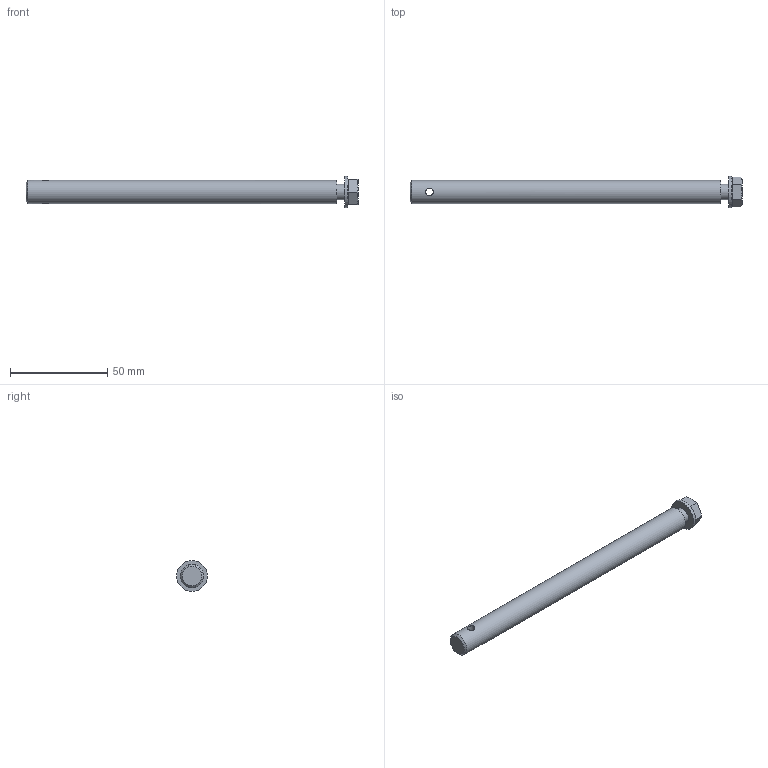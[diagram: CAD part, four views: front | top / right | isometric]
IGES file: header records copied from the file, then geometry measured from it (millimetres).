
Global section: file name: 731216.stp.ipt; native system: Autodesk Inventor 2014; preprocessor: unknown; author: zeman; date: 20151016.131537; units: millimetre
Bounding box: 170.9 x 16 x 16 mm (x, y, z)
Volume: 18988.8 mm3; surface area: 8096.8 mm2
Topology: 3 solids, 3 shells, 31 faces, 64 edges, 40 vertices
Faces by surface type: plane 14, cone 8, revolution 4, cylinder 4, bspline 1
Full cylindrical faces by diameter (mm): 8 x1, 11.63 x1, 12 x1, 16 x1
